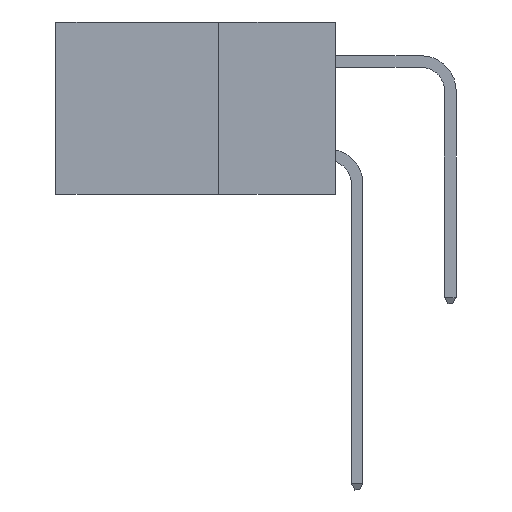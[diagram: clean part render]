
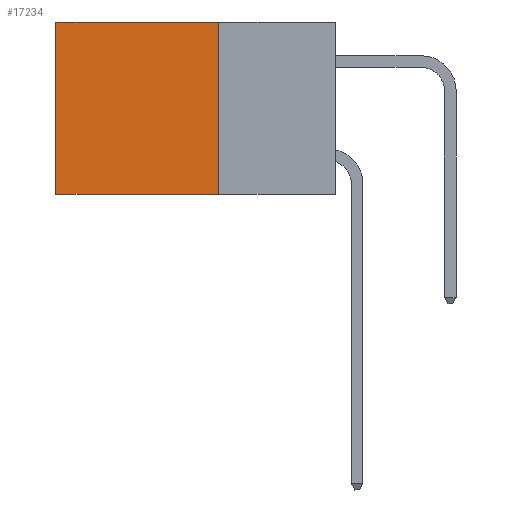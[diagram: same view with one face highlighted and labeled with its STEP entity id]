
A CAD part, left-side view. The second image highlights one B-rep face of the part: STEP entity #17234.
In plain terms, the highlighted planar face has unit normal (-1, 0, 0).
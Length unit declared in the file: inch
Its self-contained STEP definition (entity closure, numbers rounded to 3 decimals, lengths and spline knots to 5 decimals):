
#641 = DIRECTION ( 'NONE',  ( 0., 0., -1. ) ) ;
#711 = DIRECTION ( 'NONE',  ( 0., 0., -1. ) ) ;
#1377 = ORIENTED_EDGE ( 'NONE', *, *, #4675, .F. ) ;
#2280 = EDGE_CURVE ( 'NONE', #11656, #9202, #6048, .T. ) ;
#3368 = CARTESIAN_POINT ( 'NONE',  ( 0.2875, 0.6, -0.37 ) ) ;
#3421 = CARTESIAN_POINT ( 'NONE',  ( 0.2875, 0.25, 0. ) ) ;
#4675 = EDGE_CURVE ( 'NONE', #12900, #11656, #17413, .T. ) ;
#6048 = LINE ( 'NONE', #18533, #33960 ) ;
#6053 = CARTESIAN_POINT ( 'NONE',  ( 0.2875, 0.25, 0. ) ) ;
#6195 = DIRECTION ( 'NONE',  ( 0., 0., -1. ) ) ;
#6533 = AXIS2_PLACEMENT_3D ( 'NONE', #3421, #22409, #6195 ) ;
#8924 = CARTESIAN_POINT ( 'NONE',  ( 0.2875, 0.25, 0. ) ) ;
#9202 = VERTEX_POINT ( 'NONE', #3368 ) ;
#11210 = FACE_OUTER_BOUND ( 'NONE', #17578, .T. ) ;
#11613 = ORIENTED_EDGE ( 'NONE', *, *, #2280, .F. ) ;
#11656 = VERTEX_POINT ( 'NONE', #17670 ) ;
#12900 = VERTEX_POINT ( 'NONE', #31237 ) ;
#15826 = VECTOR ( 'NONE', #30328, 39.37008 ) ;
#17029 = CARTESIAN_POINT ( 'NONE',  ( 0.2875, 0.6, 0. ) ) ;
#17234 = ADVANCED_FACE ( 'NONE', ( #11210 ), #27728, .F. ) ;
#17413 = LINE ( 'NONE', #8924, #30984 ) ;
#17578 = EDGE_LOOP ( 'NONE', ( #29954, #11613, #1377, #19453 ) ) ;
#17670 = CARTESIAN_POINT ( 'NONE',  ( 0.2875, 0.25, -0.37 ) ) ;
#17743 = EDGE_CURVE ( 'NONE', #12900, #23440, #23022, .T. ) ;
#18533 = CARTESIAN_POINT ( 'NONE',  ( 0.2875, 0.25, -0.37 ) ) ;
#19453 = ORIENTED_EDGE ( 'NONE', *, *, #17743, .T. ) ;
#20125 = VECTOR ( 'NONE', #641, 39.37008 ) ;
#22409 = DIRECTION ( 'NONE',  ( 1., 0., 0. ) ) ;
#22729 = EDGE_CURVE ( 'NONE', #23440, #9202, #33671, .T. ) ;
#23022 = LINE ( 'NONE', #6053, #15826 ) ;
#23440 = VERTEX_POINT ( 'NONE', #33152 ) ;
#23973 = DIRECTION ( 'NONE',  ( 0., 1., 0. ) ) ;
#27728 = PLANE ( 'NONE',  #6533 ) ;
#29954 = ORIENTED_EDGE ( 'NONE', *, *, #22729, .T. ) ;
#30328 = DIRECTION ( 'NONE',  ( 0., 1., 0. ) ) ;
#30984 = VECTOR ( 'NONE', #711, 39.37008 ) ;
#31237 = CARTESIAN_POINT ( 'NONE',  ( 0.2875, 0.25, 0. ) ) ;
#33152 = CARTESIAN_POINT ( 'NONE',  ( 0.2875, 0.6, 0. ) ) ;
#33671 = LINE ( 'NONE', #17029, #20125 ) ;
#33960 = VECTOR ( 'NONE', #23973, 39.37008 ) ;
